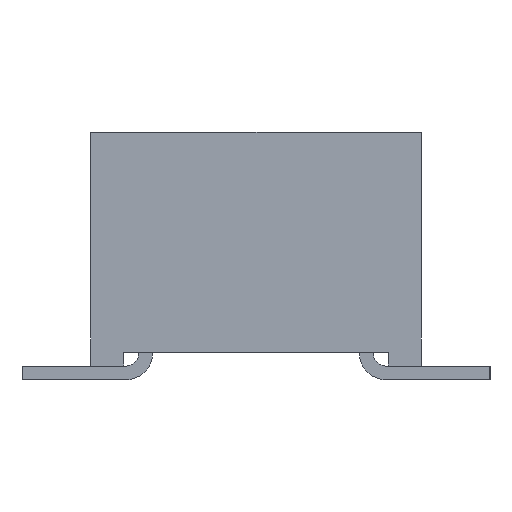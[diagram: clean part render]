
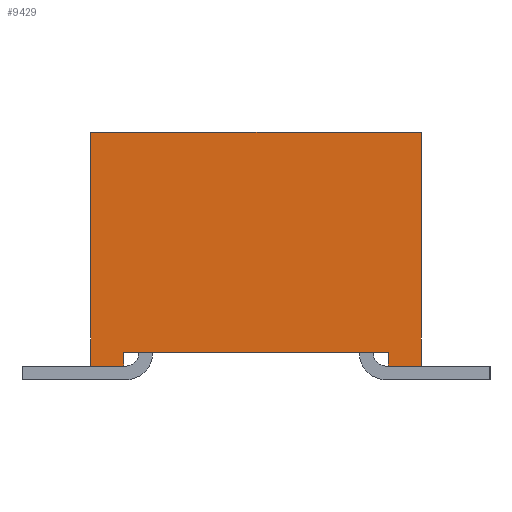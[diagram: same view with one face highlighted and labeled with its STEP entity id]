
A CAD part, left-side view. The second image highlights one B-rep face of the part: STEP entity #9429.
In plain terms, the highlighted planar face has unit normal (-1, 0, 0).
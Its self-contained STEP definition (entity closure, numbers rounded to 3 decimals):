
#9429 = ADVANCED_FACE('',(#9430),#9496,.F.);
#9430 = FACE_BOUND('',#9431,.T.);
#9431 = EDGE_LOOP('',(#9432,#9442,#9450,#9458,#9466,#9474,#9482,#9490));
#9432 = ORIENTED_EDGE('',*,*,#9433,.T.);
#9433 = EDGE_CURVE('',#9434,#9436,#9438,.T.);
#9434 = VERTEX_POINT('',#9435);
#9435 = CARTESIAN_POINT('',(-22.441,-1.219,0.277));
#9436 = VERTEX_POINT('',#9437);
#9437 = CARTESIAN_POINT('',(-22.441,-1.219,0.15));
#9438 = LINE('',#9439,#9440);
#9439 = CARTESIAN_POINT('',(-22.441,-1.219,0.277));
#9440 = VECTOR('',#9441,1.);
#9441 = DIRECTION('',(0.,0.,-1.));
#9442 = ORIENTED_EDGE('',*,*,#9443,.T.);
#9443 = EDGE_CURVE('',#9436,#9444,#9446,.T.);
#9444 = VERTEX_POINT('',#9445);
#9445 = CARTESIAN_POINT('',(-22.441,-1.524,0.15));
#9446 = LINE('',#9447,#9448);
#9447 = CARTESIAN_POINT('',(-22.441,1.524,0.15));
#9448 = VECTOR('',#9449,1.);
#9449 = DIRECTION('',(0.,-1.,0.));
#9450 = ORIENTED_EDGE('',*,*,#9451,.F.);
#9451 = EDGE_CURVE('',#9452,#9444,#9454,.T.);
#9452 = VERTEX_POINT('',#9453);
#9453 = CARTESIAN_POINT('',(-22.441,-1.524,2.309));
#9454 = LINE('',#9455,#9456);
#9455 = CARTESIAN_POINT('',(-22.441,-1.524,2.309));
#9456 = VECTOR('',#9457,1.);
#9457 = DIRECTION('',(0.,0.,-1.));
#9458 = ORIENTED_EDGE('',*,*,#9459,.F.);
#9459 = EDGE_CURVE('',#9460,#9452,#9462,.T.);
#9460 = VERTEX_POINT('',#9461);
#9461 = CARTESIAN_POINT('',(-22.441,1.524,2.309));
#9462 = LINE('',#9463,#9464);
#9463 = CARTESIAN_POINT('',(-22.441,1.524,2.309));
#9464 = VECTOR('',#9465,1.);
#9465 = DIRECTION('',(0.,-1.,0.));
#9466 = ORIENTED_EDGE('',*,*,#9467,.T.);
#9467 = EDGE_CURVE('',#9460,#9468,#9470,.T.);
#9468 = VERTEX_POINT('',#9469);
#9469 = CARTESIAN_POINT('',(-22.441,1.524,0.15));
#9470 = LINE('',#9471,#9472);
#9471 = CARTESIAN_POINT('',(-22.441,1.524,2.309));
#9472 = VECTOR('',#9473,1.);
#9473 = DIRECTION('',(0.,0.,-1.));
#9474 = ORIENTED_EDGE('',*,*,#9475,.T.);
#9475 = EDGE_CURVE('',#9468,#9476,#9478,.T.);
#9476 = VERTEX_POINT('',#9477);
#9477 = CARTESIAN_POINT('',(-22.441,1.219,0.15));
#9478 = LINE('',#9479,#9480);
#9479 = CARTESIAN_POINT('',(-22.441,1.524,0.15));
#9480 = VECTOR('',#9481,1.);
#9481 = DIRECTION('',(0.,-1.,0.));
#9482 = ORIENTED_EDGE('',*,*,#9483,.T.);
#9483 = EDGE_CURVE('',#9476,#9484,#9486,.T.);
#9484 = VERTEX_POINT('',#9485);
#9485 = CARTESIAN_POINT('',(-22.441,1.219,0.277));
#9486 = LINE('',#9487,#9488);
#9487 = CARTESIAN_POINT('',(-22.441,1.219,0.023));
#9488 = VECTOR('',#9489,1.);
#9489 = DIRECTION('',(0.,0.,1.));
#9490 = ORIENTED_EDGE('',*,*,#9491,.T.);
#9491 = EDGE_CURVE('',#9484,#9434,#9492,.T.);
#9492 = LINE('',#9493,#9494);
#9493 = CARTESIAN_POINT('',(-22.441,1.219,0.277));
#9494 = VECTOR('',#9495,1.);
#9495 = DIRECTION('',(0.,-1.,0.));
#9496 = PLANE('',#9497);
#9497 = AXIS2_PLACEMENT_3D('',#9498,#9499,#9500);
#9498 = CARTESIAN_POINT('',(-22.441,1.524,2.309));
#9499 = DIRECTION('',(1.,0.,0.));
#9500 = DIRECTION('',(0.,1.,0.));
